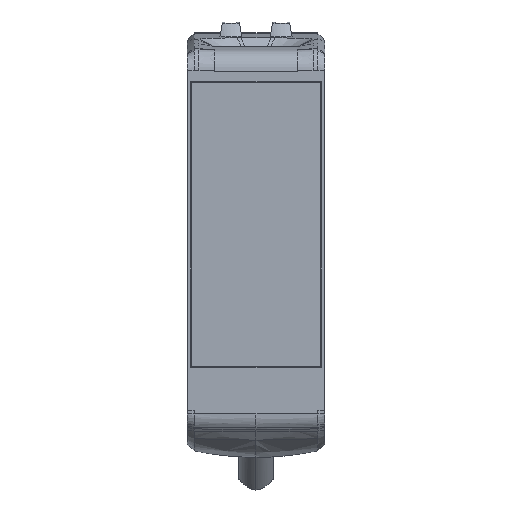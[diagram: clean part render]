
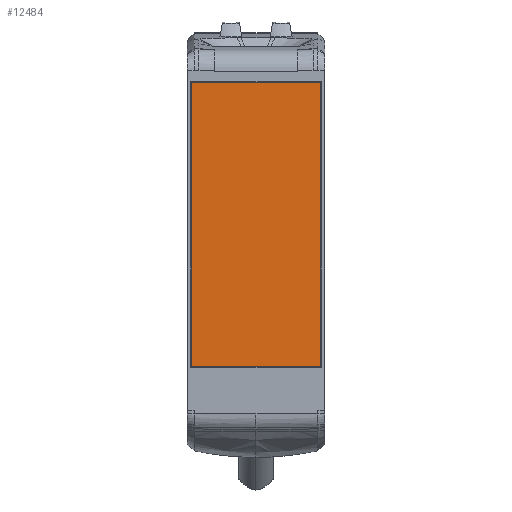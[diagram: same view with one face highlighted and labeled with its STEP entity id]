
A CAD part, top view. The second image highlights one B-rep face of the part: STEP entity #12484.
In plain terms, the highlighted planar face has unit normal (0, 0, 1).
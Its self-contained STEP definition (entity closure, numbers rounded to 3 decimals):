
#5302=DIRECTION('',(0.,-1.,0.));
#5303=VECTOR('',#5302,41.45);
#5304=CARTESIAN_POINT('',(9.425,48.325,5.7));
#5305=LINE('',#5304,#5303);
#5309=DIRECTION('',(-1.,0.,0.));
#5310=VECTOR('',#5309,18.85);
#5311=CARTESIAN_POINT('',(9.425,6.875,5.7));
#5312=LINE('',#5311,#5310);
#5316=DIRECTION('',(0.,1.,0.));
#5317=VECTOR('',#5316,41.45);
#5318=CARTESIAN_POINT('',(-9.425,6.875,5.7));
#5319=LINE('',#5318,#5317);
#5323=DIRECTION('',(1.,0.,0.));
#5324=VECTOR('',#5323,18.85);
#5325=CARTESIAN_POINT('',(-9.425,48.325,5.7));
#5326=LINE('',#5325,#5324);
#6090=CARTESIAN_POINT('',(-9.425,6.875,5.7));
#6091=VERTEX_POINT('',#6090);
#6092=CARTESIAN_POINT('',(9.425,6.875,5.7));
#6093=VERTEX_POINT('',#6092);
#6094=CARTESIAN_POINT('',(-9.425,48.325,5.7));
#6095=VERTEX_POINT('',#6094);
#6096=CARTESIAN_POINT('',(9.425,48.325,5.7));
#6097=VERTEX_POINT('',#6096);
#12473=CARTESIAN_POINT('',(0.,18.,5.7));
#12474=DIRECTION('',(0.,0.,-1.));
#12475=DIRECTION('',(-1.,0.,0.));
#12476=AXIS2_PLACEMENT_3D('',#12473,#12474,#12475);
#12477=PLANE('',#12476);
#12478=ORIENTED_EDGE('',*,*,#12467,.T.);
#12479=ORIENTED_EDGE('',*,*,#12418,.T.);
#12480=ORIENTED_EDGE('',*,*,#12436,.T.);
#12481=ORIENTED_EDGE('',*,*,#12453,.T.);
#12482=EDGE_LOOP('',(#12478,#12479,#12480,#12481));
#12483=FACE_OUTER_BOUND('',#12482,.F.);
#12484=ADVANCED_FACE('',(#12483),#12477,.F.);
#12418=EDGE_CURVE('',#6093,#6091,#5312,.T.);
#12436=EDGE_CURVE('',#6091,#6095,#5319,.T.);
#12453=EDGE_CURVE('',#6095,#6097,#5326,.T.);
#12467=EDGE_CURVE('',#6097,#6093,#5305,.T.);
